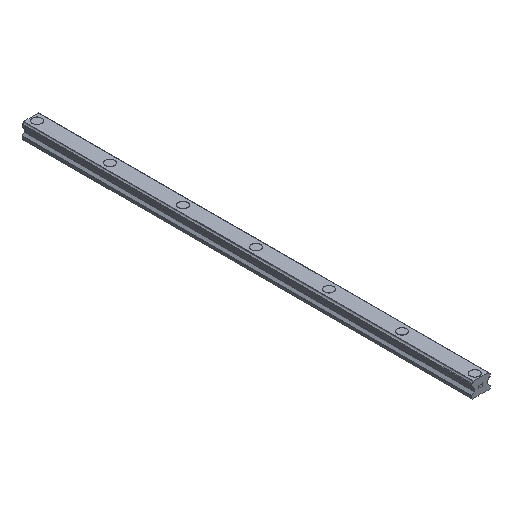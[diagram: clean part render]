
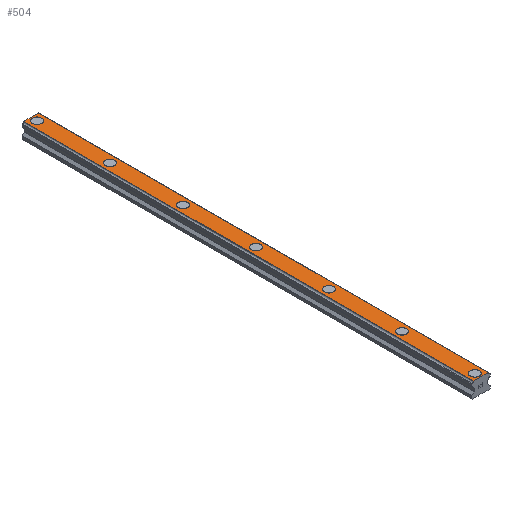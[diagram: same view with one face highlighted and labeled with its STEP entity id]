
A CAD part, isometric view. The second image highlights one B-rep face of the part: STEP entity #504.
In plain terms, the highlighted planar face has unit normal (0, 0, 1).
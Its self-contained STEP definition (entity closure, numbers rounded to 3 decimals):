
#504=ADVANCED_FACE('',(#1032,#1033,#1034,#1035,#1036,#1037,#1038,#1039),#1040,.T.);
#1032=FACE_BOUND('',#1577,.T.);
#1033=FACE_BOUND('',#1578,.T.);
#1034=FACE_BOUND('',#1579,.T.);
#1035=FACE_BOUND('',#1580,.T.);
#1036=FACE_BOUND('',#1581,.T.);
#1037=FACE_BOUND('',#1582,.T.);
#1038=FACE_BOUND('',#1583,.T.);
#1039=FACE_OUTER_BOUND('',#1584,.T.);
#1040=PLANE('',#1585);
#1577=EDGE_LOOP('',(#3061,#3062));
#1578=EDGE_LOOP('',(#3063,#3064));
#1579=EDGE_LOOP('',(#3065,#3066));
#1580=EDGE_LOOP('',(#3067,#3068));
#1581=EDGE_LOOP('',(#3069,#3070));
#1582=EDGE_LOOP('',(#3071,#3072));
#1583=EDGE_LOOP('',(#3073,#3074));
#1584=EDGE_LOOP('',(#3075,#3076,#3077,#3078));
#1585=AXIS2_PLACEMENT_3D('',#3079,#3080,#3081);
#3061=ORIENTED_EDGE('',*,*,#3337,.T.);
#3062=ORIENTED_EDGE('',*,*,#3736,.T.);
#3063=ORIENTED_EDGE('',*,*,#3325,.T.);
#3064=ORIENTED_EDGE('',*,*,#3762,.T.);
#3065=ORIENTED_EDGE('',*,*,#3313,.T.);
#3066=ORIENTED_EDGE('',*,*,#3771,.T.);
#3067=ORIENTED_EDGE('',*,*,#3301,.T.);
#3068=ORIENTED_EDGE('',*,*,#3780,.T.);
#3069=ORIENTED_EDGE('',*,*,#3289,.T.);
#3070=ORIENTED_EDGE('',*,*,#3789,.T.);
#3071=ORIENTED_EDGE('',*,*,#3277,.T.);
#3072=ORIENTED_EDGE('',*,*,#3798,.T.);
#3073=ORIENTED_EDGE('',*,*,#3265,.T.);
#3074=ORIENTED_EDGE('',*,*,#3807,.T.);
#3075=ORIENTED_EDGE('',*,*,#3717,.T.);
#3076=ORIENTED_EDGE('',*,*,#3850,.F.);
#3077=ORIENTED_EDGE('',*,*,#3591,.T.);
#3078=ORIENTED_EDGE('',*,*,#3848,.T.);
#3079=CARTESIAN_POINT('',(0.0,370.0,12.5));
#3080=DIRECTION('',(0.0,0.0,1.0));
#3081=DIRECTION('',(-1.0,0.0,0.0));
#3265=EDGE_CURVE('',#3906,#3903,#3907,.T.);
#3277=EDGE_CURVE('',#3928,#3925,#3929,.T.);
#3289=EDGE_CURVE('',#3950,#3947,#3951,.T.);
#3301=EDGE_CURVE('',#3972,#3969,#3973,.T.);
#3313=EDGE_CURVE('',#3994,#3991,#3995,.T.);
#3325=EDGE_CURVE('',#4016,#4013,#4017,.T.);
#3337=EDGE_CURVE('',#4038,#4035,#4039,.T.);
#3591=EDGE_CURVE('',#4418,#4416,#4419,.T.);
#3717=EDGE_CURVE('',#4625,#4623,#4626,.T.);
#3736=EDGE_CURVE('',#4035,#4038,#4661,.T.);
#3762=EDGE_CURVE('',#4013,#4016,#4695,.T.);
#3771=EDGE_CURVE('',#3991,#3994,#4705,.T.);
#3780=EDGE_CURVE('',#3969,#3972,#4715,.T.);
#3789=EDGE_CURVE('',#3947,#3950,#4725,.T.);
#3798=EDGE_CURVE('',#3925,#3928,#4735,.T.);
#3807=EDGE_CURVE('',#3903,#3906,#4745,.T.);
#3848=EDGE_CURVE('',#4416,#4625,#4787,.T.);
#3850=EDGE_CURVE('',#4418,#4623,#4789,.T.);
#3903=VERTEX_POINT('',#4844);
#3906=VERTEX_POINT('',#4848);
#3907=CIRCLE('',#4849,3.75);
#3925=VERTEX_POINT('',#4870);
#3928=VERTEX_POINT('',#4874);
#3929=CIRCLE('',#4875,3.75);
#3947=VERTEX_POINT('',#4896);
#3950=VERTEX_POINT('',#4900);
#3951=CIRCLE('',#4901,3.75);
#3969=VERTEX_POINT('',#4922);
#3972=VERTEX_POINT('',#4926);
#3973=CIRCLE('',#4927,3.75);
#3991=VERTEX_POINT('',#4948);
#3994=VERTEX_POINT('',#4952);
#3995=CIRCLE('',#4953,3.75);
#4013=VERTEX_POINT('',#4974);
#4016=VERTEX_POINT('',#4978);
#4017=CIRCLE('',#4979,3.75);
#4035=VERTEX_POINT('',#5000);
#4038=VERTEX_POINT('',#5004);
#4039=CIRCLE('',#5005,3.75);
#4416=VERTEX_POINT('',#5520);
#4418=VERTEX_POINT('',#5523);
#4419=LINE('',#5524,#5525);
#4623=VERTEX_POINT('',#5811);
#4625=VERTEX_POINT('',#5814);
#4626=LINE('',#5815,#5816);
#4661=CIRCLE('',#5859,3.75);
#4695=CIRCLE('',#5903,3.75);
#4705=CIRCLE('',#5914,3.75);
#4715=CIRCLE('',#5925,3.75);
#4725=CIRCLE('',#5936,3.75);
#4735=CIRCLE('',#5947,3.75);
#4745=CIRCLE('',#5958,3.75);
#4787=LINE('',#6017,#6018);
#4789=LINE('',#6020,#6021);
#4844=CARTESIAN_POINT('',(3.75,5.0,12.5));
#4848=CARTESIAN_POINT('',(-3.75,5.0,12.5));
#4849=AXIS2_PLACEMENT_3D('',#6093,#6094,#6095);
#4870=CARTESIAN_POINT('',(3.75,65.0,12.5));
#4874=CARTESIAN_POINT('',(-3.75,65.0,12.5));
#4875=AXIS2_PLACEMENT_3D('',#6115,#6116,#6117);
#4896=CARTESIAN_POINT('',(3.75,125.0,12.5));
#4900=CARTESIAN_POINT('',(-3.75,125.0,12.5));
#4901=AXIS2_PLACEMENT_3D('',#6137,#6138,#6139);
#4922=CARTESIAN_POINT('',(3.75,185.0,12.5));
#4926=CARTESIAN_POINT('',(-3.75,185.0,12.5));
#4927=AXIS2_PLACEMENT_3D('',#6159,#6160,#6161);
#4948=CARTESIAN_POINT('',(3.75,245.0,12.5));
#4952=CARTESIAN_POINT('',(-3.75,245.0,12.5));
#4953=AXIS2_PLACEMENT_3D('',#6181,#6182,#6183);
#4974=CARTESIAN_POINT('',(3.75,305.0,12.5));
#4978=CARTESIAN_POINT('',(-3.75,305.0,12.5));
#4979=AXIS2_PLACEMENT_3D('',#6203,#6204,#6205);
#5000=CARTESIAN_POINT('',(3.75,365.0,12.5));
#5004=CARTESIAN_POINT('',(-3.75,365.0,12.5));
#5005=AXIS2_PLACEMENT_3D('',#6225,#6226,#6227);
#5520=CARTESIAN_POINT('',(-6.094,370.0,12.5));
#5523=CARTESIAN_POINT('',(6.094,370.0,12.5));
#5524=CARTESIAN_POINT('',(6.094,370.0,12.5));
#5525=VECTOR('',#6502,1.0);
#5811=CARTESIAN_POINT('',(6.094,0.0,12.5));
#5814=CARTESIAN_POINT('',(-6.094,0.0,12.5));
#5815=CARTESIAN_POINT('',(6.094,0.0,12.5));
#5816=VECTOR('',#6640,1.0);
#5859=AXIS2_PLACEMENT_3D('',#6676,#6677,#6678);
#5903=AXIS2_PLACEMENT_3D('',#6719,#6720,#6721);
#5914=AXIS2_PLACEMENT_3D('',#6732,#6733,#6734);
#5925=AXIS2_PLACEMENT_3D('',#6745,#6746,#6747);
#5936=AXIS2_PLACEMENT_3D('',#6758,#6759,#6760);
#5947=AXIS2_PLACEMENT_3D('',#6771,#6772,#6773);
#5958=AXIS2_PLACEMENT_3D('',#6784,#6785,#6786);
#6017=CARTESIAN_POINT('',(-6.094,370.0,12.5));
#6018=VECTOR('',#6813,1.0);
#6020=CARTESIAN_POINT('',(6.094,370.0,12.5));
#6021=VECTOR('',#6814,1.0);
#6093=CARTESIAN_POINT('',(0.0,5.0,12.5));
#6094=DIRECTION('',(0.0,0.0,-1.0));
#6095=DIRECTION('',(1.0,0.0,0.0));
#6115=CARTESIAN_POINT('',(0.0,65.0,12.5));
#6116=DIRECTION('',(0.0,0.0,-1.0));
#6117=DIRECTION('',(1.0,0.0,0.0));
#6137=CARTESIAN_POINT('',(0.0,125.0,12.5));
#6138=DIRECTION('',(0.0,0.0,-1.0));
#6139=DIRECTION('',(1.0,0.0,0.0));
#6159=CARTESIAN_POINT('',(0.0,185.0,12.5));
#6160=DIRECTION('',(0.0,0.0,-1.0));
#6161=DIRECTION('',(1.0,0.0,0.0));
#6181=CARTESIAN_POINT('',(0.0,245.0,12.5));
#6182=DIRECTION('',(0.0,0.0,-1.0));
#6183=DIRECTION('',(1.0,0.0,0.0));
#6203=CARTESIAN_POINT('',(0.0,305.0,12.5));
#6204=DIRECTION('',(0.0,0.0,-1.0));
#6205=DIRECTION('',(1.0,0.0,0.0));
#6225=CARTESIAN_POINT('',(0.0,365.0,12.5));
#6226=DIRECTION('',(0.0,0.0,-1.0));
#6227=DIRECTION('',(1.0,0.0,0.0));
#6502=DIRECTION('',(-1.0,0.0,0.0));
#6640=DIRECTION('',(1.0,0.0,0.0));
#6676=CARTESIAN_POINT('',(0.0,365.0,12.5));
#6677=DIRECTION('',(0.0,0.0,-1.0));
#6678=DIRECTION('',(1.0,0.0,0.0));
#6719=CARTESIAN_POINT('',(0.0,305.0,12.5));
#6720=DIRECTION('',(0.0,0.0,-1.0));
#6721=DIRECTION('',(1.0,0.0,0.0));
#6732=CARTESIAN_POINT('',(0.0,245.0,12.5));
#6733=DIRECTION('',(0.0,0.0,-1.0));
#6734=DIRECTION('',(1.0,0.0,0.0));
#6745=CARTESIAN_POINT('',(0.0,185.0,12.5));
#6746=DIRECTION('',(0.0,0.0,-1.0));
#6747=DIRECTION('',(1.0,0.0,0.0));
#6758=CARTESIAN_POINT('',(0.0,125.0,12.5));
#6759=DIRECTION('',(0.0,0.0,-1.0));
#6760=DIRECTION('',(1.0,0.0,0.0));
#6771=CARTESIAN_POINT('',(0.0,65.0,12.5));
#6772=DIRECTION('',(0.0,0.0,-1.0));
#6773=DIRECTION('',(1.0,0.0,0.0));
#6784=CARTESIAN_POINT('',(0.0,5.0,12.5));
#6785=DIRECTION('',(0.0,0.0,-1.0));
#6786=DIRECTION('',(1.0,0.0,0.0));
#6813=DIRECTION('',(0.0,-1.0,0.0));
#6814=DIRECTION('',(0.0,-1.0,0.0));
